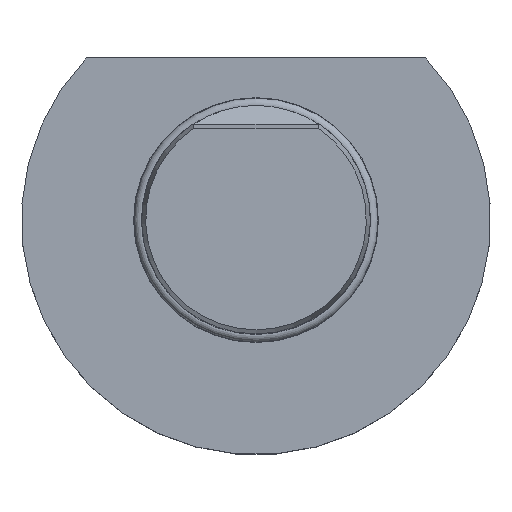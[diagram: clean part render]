
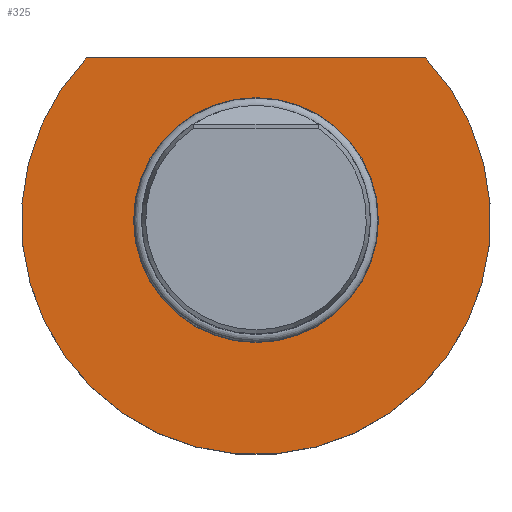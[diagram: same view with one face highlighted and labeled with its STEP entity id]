
A CAD part, top view. The second image highlights one B-rep face of the part: STEP entity #325.
In plain terms, the highlighted planar face has unit normal (0, 0, 1).
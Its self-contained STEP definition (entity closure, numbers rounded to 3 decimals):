
#99 = PLANE ( 'NONE',  #1456 ) ;
#325 = ADVANCED_FACE ( 'Defeature completata1_51', ( #10009, #6423 ), #99, .F. ) ;
#547 = DIRECTION ( 'NONE',  ( 0., 0., -1. ) ) ;
#965 = VERTEX_POINT ( 'NONE', #9068 ) ;
#1456 = AXIS2_PLACEMENT_3D ( 'NONE', #9861, #5619, #14145 ) ;
#1750 = CARTESIAN_POINT ( 'NONE',  ( 0., -30., 0. ) ) ;
#2639 = CARTESIAN_POINT ( 'NONE',  ( 0., 0., 0. ) ) ;
#2693 = CARTESIAN_POINT ( 'NONE',  ( 0., 0., 0. ) ) ;
#3089 = CIRCLE ( 'NONE', #13698, 30. ) ;
#3203 = ORIENTED_EDGE ( 'NONE', *, *, #3851, .T. ) ;
#3851 = EDGE_CURVE ( 'NONE', #13285, #965, #5854, .T. ) ;
#4678 = DIRECTION ( 'NONE',  ( 0., -1., 0. ) ) ;
#4765 = CARTESIAN_POINT ( 'NONE',  ( -22.226, 42.5, 0. ) ) ;
#4766 = VECTOR ( 'NONE', #5644, 1000. ) ;
#5619 = DIRECTION ( 'NONE',  ( 0., 0., -1. ) ) ;
#5644 = DIRECTION ( 'NONE',  ( -1., 0., 0. ) ) ;
#5854 = LINE ( 'NONE', #4765, #4766 ) ;
#6423 = FACE_OUTER_BOUND ( 'NONE', #7758, .T. ) ;
#6865 = ORIENTED_EDGE ( 'NONE', *, *, #13934, .T. ) ;
#7014 = DIRECTION ( 'NONE',  ( 0., -1., 0. ) ) ;
#7758 = EDGE_LOOP ( 'NONE', ( #3203, #14018 ) ) ;
#9068 = CARTESIAN_POINT ( 'NONE',  ( -44.452, 42.5, 0. ) ) ;
#9432 = DIRECTION ( 'NONE',  ( 0., 0., -1. ) ) ;
#9861 = CARTESIAN_POINT ( 'NONE',  ( 0., 0., 0. ) ) ;
#10009 = FACE_BOUND ( 'NONE', #13390, .T. ) ;
#10438 = VERTEX_POINT ( 'NONE', #1750 ) ;
#10889 = AXIS2_PLACEMENT_3D ( 'NONE', #2693, #547, #4678 ) ;
#13212 = CARTESIAN_POINT ( 'NONE',  ( 44.452, 42.5, 0. ) ) ;
#13216 = CIRCLE ( 'NONE', #10889, 61.5 ) ;
#13285 = VERTEX_POINT ( 'NONE', #13212 ) ;
#13390 = EDGE_LOOP ( 'NONE', ( #6865 ) ) ;
#13492 = EDGE_CURVE ( 'NONE', #13285, #965, #13216, .T. ) ;
#13698 = AXIS2_PLACEMENT_3D ( 'NONE', #2639, #9432, #7014 ) ;
#13934 = EDGE_CURVE ( 'NONE', #10438, #10438, #3089, .T. ) ;
#14018 = ORIENTED_EDGE ( 'NONE', *, *, #13492, .F. ) ;
#14145 = DIRECTION ( 'NONE',  ( -1., 0., 0. ) ) ;
